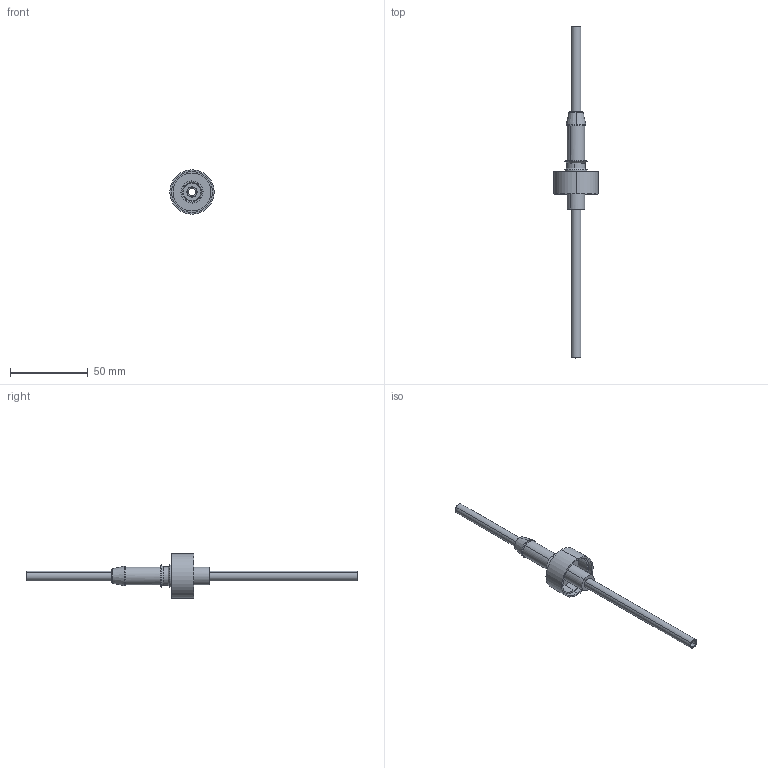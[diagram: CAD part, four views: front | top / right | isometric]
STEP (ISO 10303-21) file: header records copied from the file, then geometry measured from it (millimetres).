
FILE_DESCRIPTION (( 'STEP AP203' ), '1' );
FILE_NAME ('A0561-1-W.STEP', '2013-06-17T11:16:02', ( '' ), ( '' ), 'SwSTEP 2.0', 'SolidWorks 2012', '' );
FILE_SCHEMA (( 'CONFIG_CONTROL_DESIGN' ));
Length unit declared in the file: inch
Products named in the file (1): A0561-1-W
Bounding box: 28.45 x 213.11 x 28.45 mm (x, y, z)
Volume: 10381.4 mm3; surface area: 14724.5 mm2
Topology: 1 solids, 3 shells, 79 faces, 170 edges, 106 vertices
Faces by surface type: cylinder 34, cone 24, plane 15, torus 6
Entity records: 2267 total; most frequent: DIRECTION 442, CARTESIAN_POINT 356, ORIENTED_EDGE 340, AXIS2_PLACEMENT_3D 192, EDGE_CURVE 170, CIRCLE 112, VERTEX_POINT 106, EDGE_LOOP 94
